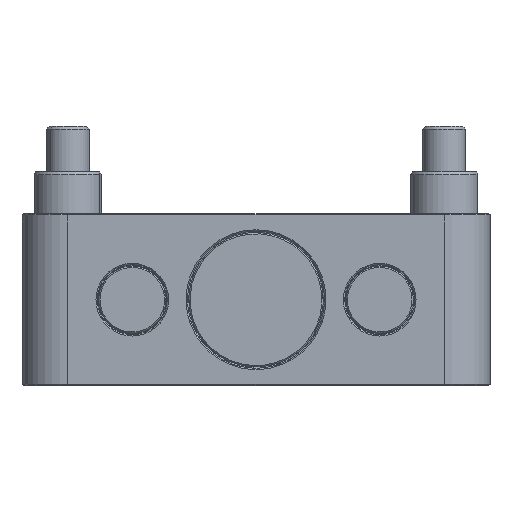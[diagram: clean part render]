
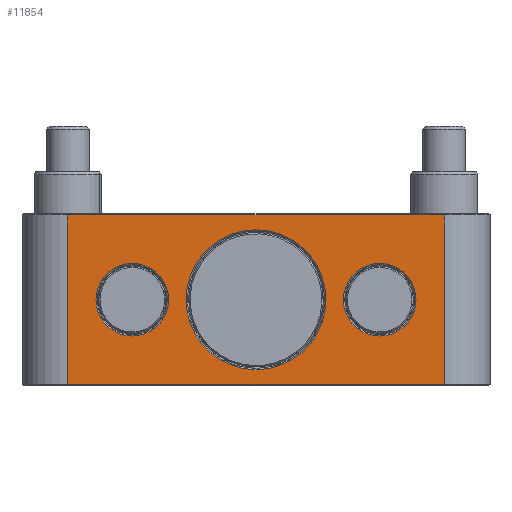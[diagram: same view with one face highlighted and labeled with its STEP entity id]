
A CAD part, front view. The second image highlights one B-rep face of the part: STEP entity #11854.
In plain terms, the highlighted face is planar.
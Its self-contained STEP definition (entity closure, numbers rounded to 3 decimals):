
#82 = LINE ( 'NONE', #9724, #13063 ) ;
#512 = CARTESIAN_POINT ( 'NONE',  ( -87., -32., 30. ) ) ;
#789 = AXIS2_PLACEMENT_3D ( 'NONE', #22478, #20590, #5347 ) ;
#1484 = VERTEX_POINT ( 'NONE', #12747 ) ;
#1994 = ORIENTED_EDGE ( 'NONE', *, *, #22947, .T. ) ;
#2070 = VECTOR ( 'NONE', #9160, 1000. ) ;
#2228 = EDGE_CURVE ( 'NONE', #24171, #13841, #11344, .T. ) ;
#2285 = EDGE_CURVE ( 'NONE', #1484, #24171, #82, .T. ) ;
#2484 = EDGE_LOOP ( 'NONE', ( #1994, #20636 ) ) ;
#2776 = EDGE_CURVE ( 'NONE', #7465, #1484, #12134, .T. ) ;
#3461 = CARTESIAN_POINT ( 'NONE',  ( 70., -31.5, 30. ) ) ;
#3522 = DIRECTION ( 'NONE',  ( 0., 0., -1. ) ) ;
#3602 = ORIENTED_EDGE ( 'NONE', *, *, #7814, .T. ) ;
#3606 = AXIS2_PLACEMENT_3D ( 'NONE', #10473, #14459, #19975 ) ;
#3608 = CIRCLE ( 'NONE', #789, 13.5 ) ;
#3979 = DIRECTION ( 'NONE',  ( 1., 0., 0. ) ) ;
#4084 = DIRECTION ( 'NONE',  ( 0., -1., 0. ) ) ;
#4795 = AXIS2_PLACEMENT_3D ( 'NONE', #512, #21424, #6049 ) ;
#5262 = VERTEX_POINT ( 'NONE', #6824 ) ;
#5286 = EDGE_LOOP ( 'NONE', ( #3602, #23322 ) ) ;
#5347 = DIRECTION ( 'NONE',  ( 1., 0., 0. ) ) ;
#5428 = ORIENTED_EDGE ( 'NONE', *, *, #2776, .T. ) ;
#5476 = EDGE_CURVE ( 'NONE', #19707, #18066, #23609, .T. ) ;
#5585 = DIRECTION ( 'NONE',  ( 0., 0., -1. ) ) ;
#6049 = DIRECTION ( 'NONE',  ( 1., 0., 0. ) ) ;
#6309 = EDGE_CURVE ( 'NONE', #5262, #24623, #14781, .T. ) ;
#6538 = ORIENTED_EDGE ( 'NONE', *, *, #2285, .T. ) ;
#6824 = CARTESIAN_POINT ( 'NONE',  ( 32.5, 0., 30. ) ) ;
#7465 = VERTEX_POINT ( 'NONE', #3461 ) ;
#7583 = CARTESIAN_POINT ( 'NONE',  ( 0., 0., 30. ) ) ;
#7814 = EDGE_CURVE ( 'NONE', #18825, #12143, #11530, .T. ) ;
#7850 = DIRECTION ( 'NONE',  ( 1., 0., 0. ) ) ;
#8001 = ORIENTED_EDGE ( 'NONE', *, *, #6309, .T. ) ;
#8496 = EDGE_LOOP ( 'NONE', ( #20934, #8001 ) ) ;
#8945 = EDGE_CURVE ( 'NONE', #24623, #5262, #3608, .T. ) ;
#9039 = EDGE_CURVE ( 'NONE', #12143, #18825, #16776, .T. ) ;
#9160 = DIRECTION ( 'NONE',  ( 1., 0., 0. ) ) ;
#9328 = CARTESIAN_POINT ( 'NONE',  ( 26., 0., 30. ) ) ;
#9724 = CARTESIAN_POINT ( 'NONE',  ( -87., 31.5, 30. ) ) ;
#10473 = CARTESIAN_POINT ( 'NONE',  ( 46., 0., 30. ) ) ;
#11144 = DIRECTION ( 'NONE',  ( 1., 0., 0. ) ) ;
#11344 = LINE ( 'NONE', #16954, #12652 ) ;
#11461 = DIRECTION ( 'NONE',  ( 0., 0., -1. ) ) ;
#11530 = CIRCLE ( 'NONE', #16283, 13.5 ) ;
#11589 = EDGE_CURVE ( 'NONE', #13841, #7465, #22041, .T. ) ;
#11854 = ADVANCED_FACE ( 'NONE', ( #24677, #22554, #15148, #13296 ), #13783, .T. ) ;
#11922 = VECTOR ( 'NONE', #14028, 1000. ) ;
#12134 = LINE ( 'NONE', #16005, #11922 ) ;
#12143 = VERTEX_POINT ( 'NONE', #19744 ) ;
#12606 = AXIS2_PLACEMENT_3D ( 'NONE', #17473, #21119, #3979 ) ;
#12652 = VECTOR ( 'NONE', #4084, 1000. ) ;
#12747 = CARTESIAN_POINT ( 'NONE',  ( 70., 31.5, 30. ) ) ;
#13063 = VECTOR ( 'NONE', #15330, 1000. ) ;
#13296 = FACE_OUTER_BOUND ( 'NONE', #21388, .T. ) ;
#13783 = PLANE ( 'NONE',  #4795 ) ;
#13841 = VERTEX_POINT ( 'NONE', #20576 ) ;
#14028 = DIRECTION ( 'NONE',  ( 0., 1., 0. ) ) ;
#14112 = CARTESIAN_POINT ( 'NONE',  ( -32.5, 0., 30. ) ) ;
#14459 = DIRECTION ( 'NONE',  ( 0., 0., -1. ) ) ;
#14781 = CIRCLE ( 'NONE', #3606, 13.5 ) ;
#15059 = DIRECTION ( 'NONE',  ( 1., 0., 0. ) ) ;
#15148 = FACE_BOUND ( 'NONE', #2484, .T. ) ;
#15330 = DIRECTION ( 'NONE',  ( -1., 0., 0. ) ) ;
#15420 = CIRCLE ( 'NONE', #12606, 26. ) ;
#15722 = CARTESIAN_POINT ( 'NONE',  ( -70., 31.5, 30. ) ) ;
#15726 = ORIENTED_EDGE ( 'NONE', *, *, #11589, .T. ) ;
#16005 = CARTESIAN_POINT ( 'NONE',  ( 70., -32., 30. ) ) ;
#16283 = AXIS2_PLACEMENT_3D ( 'NONE', #24546, #3522, #11144 ) ;
#16305 = AXIS2_PLACEMENT_3D ( 'NONE', #7583, #5585, #15059 ) ;
#16776 = CIRCLE ( 'NONE', #23996, 13.5 ) ;
#16954 = CARTESIAN_POINT ( 'NONE',  ( -70., -32., 30. ) ) ;
#17473 = CARTESIAN_POINT ( 'NONE',  ( 0., 0., 30. ) ) ;
#18066 = VERTEX_POINT ( 'NONE', #9328 ) ;
#18256 = ORIENTED_EDGE ( 'NONE', *, *, #2228, .T. ) ;
#18662 = CARTESIAN_POINT ( 'NONE',  ( 70., -31.5, 30. ) ) ;
#18825 = VERTEX_POINT ( 'NONE', #14112 ) ;
#19707 = VERTEX_POINT ( 'NONE', #23914 ) ;
#19744 = CARTESIAN_POINT ( 'NONE',  ( -59.5, 0., 30. ) ) ;
#19975 = DIRECTION ( 'NONE',  ( 1., 0., 0. ) ) ;
#20576 = CARTESIAN_POINT ( 'NONE',  ( -70., -31.5, 30. ) ) ;
#20590 = DIRECTION ( 'NONE',  ( 0., 0., -1. ) ) ;
#20636 = ORIENTED_EDGE ( 'NONE', *, *, #5476, .T. ) ;
#20934 = ORIENTED_EDGE ( 'NONE', *, *, #8945, .T. ) ;
#21119 = DIRECTION ( 'NONE',  ( 0., 0., -1. ) ) ;
#21388 = EDGE_LOOP ( 'NONE', ( #5428, #6538, #18256, #15726 ) ) ;
#21424 = DIRECTION ( 'NONE',  ( 0., 0., 1. ) ) ;
#22041 = LINE ( 'NONE', #18662, #2070 ) ;
#22478 = CARTESIAN_POINT ( 'NONE',  ( 46., 0., 30. ) ) ;
#22554 = FACE_BOUND ( 'NONE', #5286, .T. ) ;
#22720 = CARTESIAN_POINT ( 'NONE',  ( -46., 0., 30. ) ) ;
#22947 = EDGE_CURVE ( 'NONE', #18066, #19707, #15420, .T. ) ;
#23322 = ORIENTED_EDGE ( 'NONE', *, *, #9039, .T. ) ;
#23609 = CIRCLE ( 'NONE', #16305, 26. ) ;
#23914 = CARTESIAN_POINT ( 'NONE',  ( -26., 0., 30. ) ) ;
#23996 = AXIS2_PLACEMENT_3D ( 'NONE', #22720, #11461, #7850 ) ;
#24171 = VERTEX_POINT ( 'NONE', #15722 ) ;
#24235 = CARTESIAN_POINT ( 'NONE',  ( 59.5, 0., 30. ) ) ;
#24546 = CARTESIAN_POINT ( 'NONE',  ( -46., 0., 30. ) ) ;
#24623 = VERTEX_POINT ( 'NONE', #24235 ) ;
#24677 = FACE_BOUND ( 'NONE', #8496, .T. ) ;
